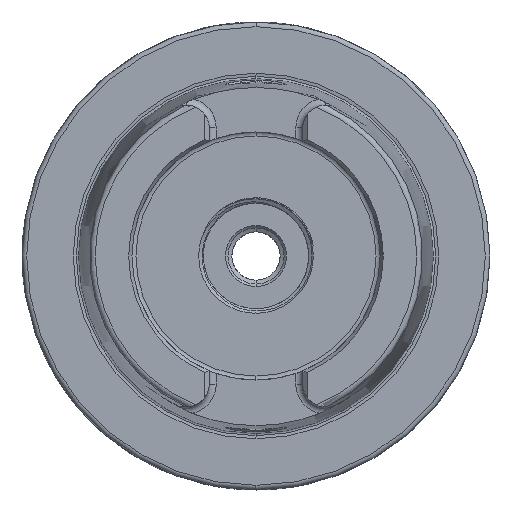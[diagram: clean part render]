
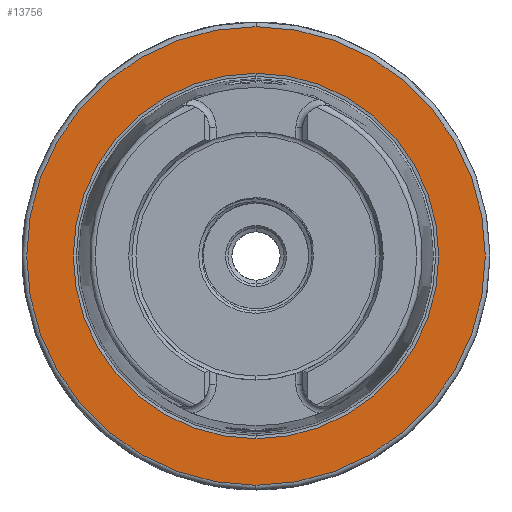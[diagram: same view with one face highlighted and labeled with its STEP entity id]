
A CAD part, left-side view. The second image highlights one B-rep face of the part: STEP entity #13756.
In plain terms, the highlighted planar face has unit normal (-1, 0, 0).
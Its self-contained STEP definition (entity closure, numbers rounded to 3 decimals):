
#380 = CARTESIAN_POINT ( 'NONE',  ( 0., 0., 0. ) ) ;
#381 = DIRECTION ( 'NONE',  ( -1., 0., 0. ) ) ;
#382 = DIRECTION ( 'NONE',  ( 0., 0., 1. ) ) ;
#413 = CARTESIAN_POINT ( 'NONE',  ( 0., 0., 0. ) ) ;
#414 = DIRECTION ( 'NONE',  ( 1., 0., 0. ) ) ;
#415 = DIRECTION ( 'NONE',  ( 0., 0., -1. ) ) ;
#685 = EDGE_CURVE ( 'NONE', #2500, #2503, #11802, .T. ) ;
#686 = EDGE_CURVE ( 'NONE', #3617, #3607, #11797, .T. ) ;
#1112 = PLANE ( 'NONE',  #15100 ) ;
#1113 = CARTESIAN_POINT ( 'NONE',  ( 0., 39.054, 0. ) ) ;
#1114 = DIRECTION ( 'NONE',  ( -1., 0., 0. ) ) ;
#1115 = DIRECTION ( 'NONE',  ( 0., 0., 1. ) ) ;
#2500 = VERTEX_POINT ( 'NONE', #15315 ) ;
#2503 = VERTEX_POINT ( 'NONE', #15318 ) ;
#3607 = VERTEX_POINT ( 'NONE', #15368 ) ;
#3617 = VERTEX_POINT ( 'NONE', #15373 ) ;
#4042 = ORIENTED_EDGE ( 'NONE', *, *, #15963, .T. ) ;
#4043 = ORIENTED_EDGE ( 'NONE', *, *, #685, .T. ) ;
#4044 = ORIENTED_EDGE ( 'NONE', *, *, #686, .T. ) ;
#4045 = ORIENTED_EDGE ( 'NONE', *, *, #15974, .T. ) ;
#4062 = EDGE_LOOP ( 'NONE', ( #4042, #4043 ) ) ;
#4063 = EDGE_LOOP ( 'NONE', ( #4045, #4044 ) ) ;
#9885 = AXIS2_PLACEMENT_3D ( 'NONE', #13875, #13876, #13877 ) ;
#9889 = AXIS2_PLACEMENT_3D ( 'NONE', #13878, #13879, #13880 ) ;
#9940 = AXIS2_PLACEMENT_3D ( 'NONE', #380, #381, #382 ) ;
#11797 = CIRCLE ( 'NONE', #9889, 39.054 ) ;
#11802 = CIRCLE ( 'NONE', #9885, 49. ) ;
#11973 = CIRCLE ( 'NONE', #9940, 49. ) ;
#11979 = CIRCLE ( 'NONE', #14160, 39.054 ) ;
#13756 = ADVANCED_FACE ( 'NONE', ( #15092, #15098 ), #1112, .T. ) ;
#13875 = CARTESIAN_POINT ( 'NONE',  ( 0., 0., 0. ) ) ;
#13876 = DIRECTION ( 'NONE',  ( -1., 0., 0. ) ) ;
#13877 = DIRECTION ( 'NONE',  ( 0., 0., 1. ) ) ;
#13878 = CARTESIAN_POINT ( 'NONE',  ( 0., 0., 0. ) ) ;
#13879 = DIRECTION ( 'NONE',  ( 1., 0., 0. ) ) ;
#13880 = DIRECTION ( 'NONE',  ( 0., 0., -1. ) ) ;
#14160 = AXIS2_PLACEMENT_3D ( 'NONE', #413, #414, #415 ) ;
#15092 = FACE_OUTER_BOUND ( 'NONE', #4062, .T. ) ;
#15098 = FACE_BOUND ( 'NONE', #4063, .T. ) ;
#15100 = AXIS2_PLACEMENT_3D ( 'NONE', #1113, #1114, #1115 ) ;
#15315 = CARTESIAN_POINT ( 'NONE',  ( 0., 0., -49. ) ) ;
#15318 = CARTESIAN_POINT ( 'NONE',  ( 0., 0., 49. ) ) ;
#15368 = CARTESIAN_POINT ( 'NONE',  ( 0., 0., 39.054 ) ) ;
#15373 = CARTESIAN_POINT ( 'NONE',  ( 0., 0., -39.054 ) ) ;
#15963 = EDGE_CURVE ( 'NONE', #2503, #2500, #11973, .T. ) ;
#15974 = EDGE_CURVE ( 'NONE', #3607, #3617, #11979, .T. ) ;
